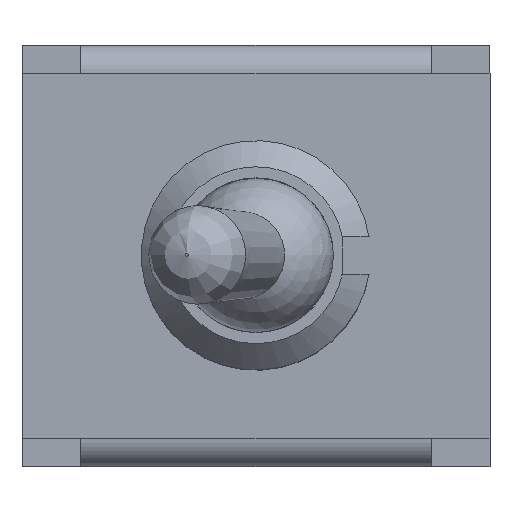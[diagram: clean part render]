
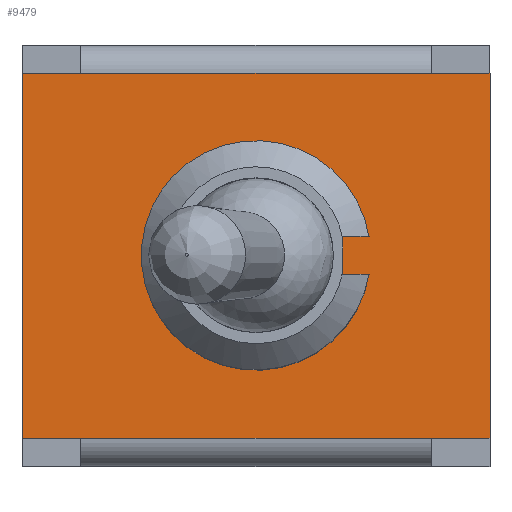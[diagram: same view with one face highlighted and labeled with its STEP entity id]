
A CAD part, top view. The second image highlights one B-rep face of the part: STEP entity #9479.
In plain terms, the highlighted planar face has unit normal (0, 0, 1).
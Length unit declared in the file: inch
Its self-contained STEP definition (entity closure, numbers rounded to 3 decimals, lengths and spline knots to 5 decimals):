
#5307=CARTESIAN_POINT('',(0.09283,-0.02008,0.35));
#5308=VERTEX_POINT('',#5307);
#5315=CARTESIAN_POINT('',(0.09283,0.02008,0.35));
#5316=VERTEX_POINT('',#5315);
#5317=CARTESIAN_POINT('',(0.09283,0.02008,0.35));
#5318=DIRECTION('',(0.0,-1.0,0.0));
#5319=VECTOR('',#5318,0.04016);
#5320=LINE('',#5317,#5319);
#5321=EDGE_CURVE('',#5316,#5308,#5320,.T.);
#5339=CARTESIAN_POINT('',(0.12078,0.02008,0.35));
#5340=VERTEX_POINT('',#5339);
#5341=CARTESIAN_POINT('',(0.12078,0.02008,0.35));
#5342=DIRECTION('',(-1.0,0.0,0.0));
#5343=VECTOR('',#5342,0.02795);
#5344=LINE('',#5341,#5343);
#5345=EDGE_CURVE('',#5340,#5316,#5344,.T.);
#5362=CARTESIAN_POINT('',(0.12078,-0.02008,0.35));
#5363=VERTEX_POINT('',#5362);
#5370=CARTESIAN_POINT('',(0.09283,-0.02008,0.35));
#5371=DIRECTION('',(1.0,0.0,0.0));
#5372=VECTOR('',#5371,0.02795);
#5373=LINE('',#5370,#5372);
#5374=EDGE_CURVE('',#5308,#5363,#5373,.T.);
#5387=CARTESIAN_POINT('',(0.,0.,0.35));
#5388=DIRECTION('',(0.0,0.0,-1.0));
#5389=DIRECTION('',(0.986,0.164,0.0));
#5390=AXIS2_PLACEMENT_3D('',#5387,#5388,#5389);
#5391=CIRCLE('',#5390,0.12244);
#5392=EDGE_CURVE('',#5363,#5340,#5391,.T.);
#5618=CARTESIAN_POINT('',(0.18701,-0.19508,0.35));
#5619=VERTEX_POINT('',#5618);
#5651=CARTESIAN_POINT('',(-0.18701,0.19508,0.35));
#5652=VERTEX_POINT('',#5651);
#8430=CARTESIAN_POINT('',(-0.18701,-0.19508,0.35));
#8431=VERTEX_POINT('',#8430);
#9233=CARTESIAN_POINT('',(-0.25,0.19508,0.35));
#9234=VERTEX_POINT('',#9233);
#9241=CARTESIAN_POINT('',(-0.18701,0.19508,0.35));
#9242=DIRECTION('',(-1.0,0.0,0.0));
#9243=VECTOR('',#9242,0.06299);
#9244=LINE('',#9241,#9243);
#9245=EDGE_CURVE('',#5652,#9234,#9244,.T.);
#9262=CARTESIAN_POINT('',(-0.25,-0.19508,0.35));
#9263=VERTEX_POINT('',#9262);
#9279=CARTESIAN_POINT('',(-0.18701,-0.19508,0.35));
#9280=DIRECTION('',(-1.0,0.0,0.0));
#9281=VECTOR('',#9280,0.06299);
#9282=LINE('',#9279,#9281);
#9283=EDGE_CURVE('',#8431,#9263,#9282,.T.);
#9293=CARTESIAN_POINT('',(0.25,0.19508,0.35));
#9294=VERTEX_POINT('',#9293);
#9311=CARTESIAN_POINT('',(0.18701,0.19508,0.35));
#9312=VERTEX_POINT('',#9311);
#9319=CARTESIAN_POINT('',(0.18701,0.19508,0.35));
#9320=DIRECTION('',(1.0,0.0,0.0));
#9321=VECTOR('',#9320,0.06299);
#9322=LINE('',#9319,#9321);
#9323=EDGE_CURVE('',#9312,#9294,#9322,.T.);
#9335=CARTESIAN_POINT('',(0.25,-0.19508,0.35));
#9336=VERTEX_POINT('',#9335);
#9343=CARTESIAN_POINT('',(0.18701,-0.19508,0.35));
#9344=DIRECTION('',(1.0,0.0,0.0));
#9345=VECTOR('',#9344,0.06299);
#9346=LINE('',#9343,#9345);
#9347=EDGE_CURVE('',#5619,#9336,#9346,.T.);
#9418=CARTESIAN_POINT('',(-0.18701,0.19508,0.35));
#9419=DIRECTION('',(1.0,0.0,0.0));
#9420=VECTOR('',#9419,0.37402);
#9421=LINE('',#9418,#9420);
#9422=EDGE_CURVE('',#5652,#9312,#9421,.T.);
#9443=CARTESIAN_POINT('',(-0.275,-0.21459,0.35));
#9444=DIRECTION('',(0.0,0.0,1.0));
#9445=DIRECTION('',(1.0,0.0,0.0));
#9446=AXIS2_PLACEMENT_3D('',#9443,#9444,#9445);
#9447=PLANE('',#9446);
#9448=CARTESIAN_POINT('',(-0.18701,-0.19508,0.35));
#9449=DIRECTION('',(1.0,0.0,0.0));
#9450=VECTOR('',#9449,0.37402);
#9451=LINE('',#9448,#9450);
#9452=EDGE_CURVE('',#8431,#5619,#9451,.T.);
#9453=ORIENTED_EDGE('',*,*,#9452,.T.);
#9454=ORIENTED_EDGE('',*,*,#9347,.T.);
#9455=CARTESIAN_POINT('',(0.25,-0.19508,0.35));
#9456=DIRECTION('',(0.0,1.0,0.0));
#9457=VECTOR('',#9456,0.39016);
#9458=LINE('',#9455,#9457);
#9459=EDGE_CURVE('',#9336,#9294,#9458,.T.);
#9460=ORIENTED_EDGE('',*,*,#9459,.T.);
#9461=ORIENTED_EDGE('',*,*,#9323,.F.);
#9462=ORIENTED_EDGE('',*,*,#9422,.F.);
#9463=ORIENTED_EDGE('',*,*,#9245,.T.);
#9464=CARTESIAN_POINT('',(-0.25,0.19508,0.35));
#9465=DIRECTION('',(0.0,-1.0,0.0));
#9466=VECTOR('',#9465,0.39016);
#9467=LINE('',#9464,#9466);
#9468=EDGE_CURVE('',#9234,#9263,#9467,.T.);
#9469=ORIENTED_EDGE('',*,*,#9468,.T.);
#9470=ORIENTED_EDGE('',*,*,#9283,.F.);
#9471=EDGE_LOOP('',(#9453,#9454,#9460,#9461,#9462,#9463,#9469,#9470));
#9472=FACE_OUTER_BOUND('',#9471,.T.);
#9473=ORIENTED_EDGE('',*,*,#5321,.T.);
#9474=ORIENTED_EDGE('',*,*,#5374,.T.);
#9475=ORIENTED_EDGE('',*,*,#5392,.T.);
#9476=ORIENTED_EDGE('',*,*,#5345,.T.);
#9477=EDGE_LOOP('',(#9473,#9474,#9475,#9476));
#9478=FACE_BOUND('',#9477,.T.);
#9479=ADVANCED_FACE('',(#9472,#9478),#9447,.T.);
